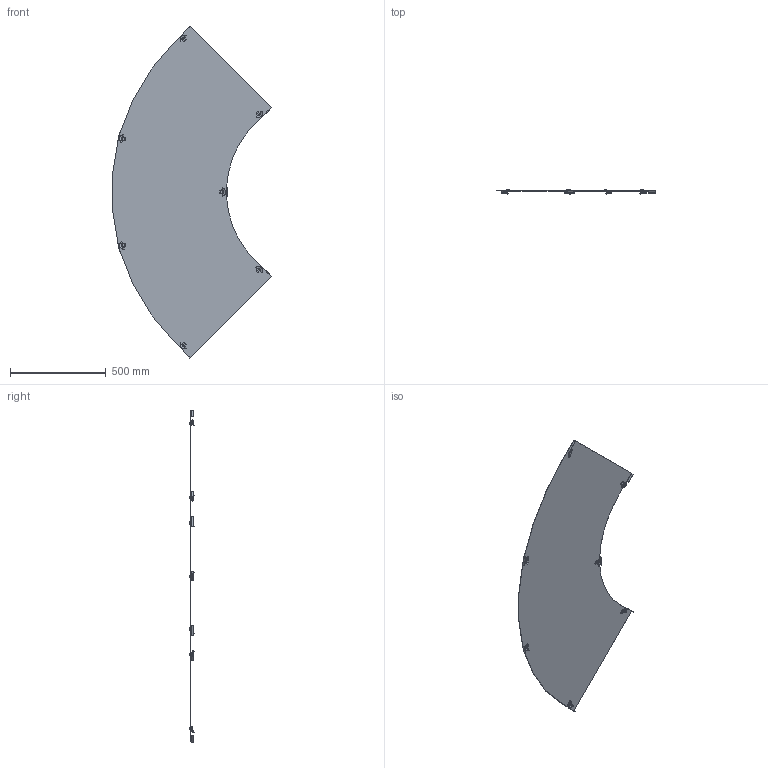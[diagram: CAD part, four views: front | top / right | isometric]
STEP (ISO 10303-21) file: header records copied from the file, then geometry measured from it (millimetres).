
FILE_DESCRIPTION (( 'STEP AP214' ), '1' );
FILE_NAME ('6239269.stp', '2021-01-04T08:42:34', ( '' ), ( '' ), 'SwSTEP 2.0', 'SolidWorks 2020', '' );
FILE_SCHEMA (( 'AUTOMOTIVE_DESIGN' ));
Length unit declared in the file: millimetre
Products named in the file (11): 109905_quadratisch; 120072_Standard; 099600_Standard; 6239269; 164240_600
Assembly tree (22 placements, depth 3):
  6239269
    164240_600
    120072_Standard
      099600_Standard
      109905_quadratisch
    120072_Standard
      099600_Standard
      109905_quadratisch
    120072_Standard
      099600_Standard
      109905_quadratisch
    120072_Standard
      099600_Standard
      109905_quadratisch
    120072_Standard
      099600_Standard
      109905_quadratisch
    120072_Standard
      099600_Standard
      109905_quadratisch
    120072_Standard
      099600_Standard
      109905_quadratisch
Bounding box: 833.11 x 21.36 x 1735.95 mm (x, y, z)
Volume: 1381561.7 mm3; surface area: 1842664.4 mm2
Topology: 15 solids, 15 shells, 769 faces, 1944 edges, 1219 vertices
Faces by surface type: plane 295, bspline 238, cylinder 117, cone 91, torus 28
Entity records: 7709 total; most frequent: CARTESIAN_POINT 3167, ORIENTED_EDGE 908, DIRECTION 831, EDGE_CURVE 454, AXIS2_PLACEMENT_3D 306, VERTEX_POINT 277, LINE 219, VECTOR 219
